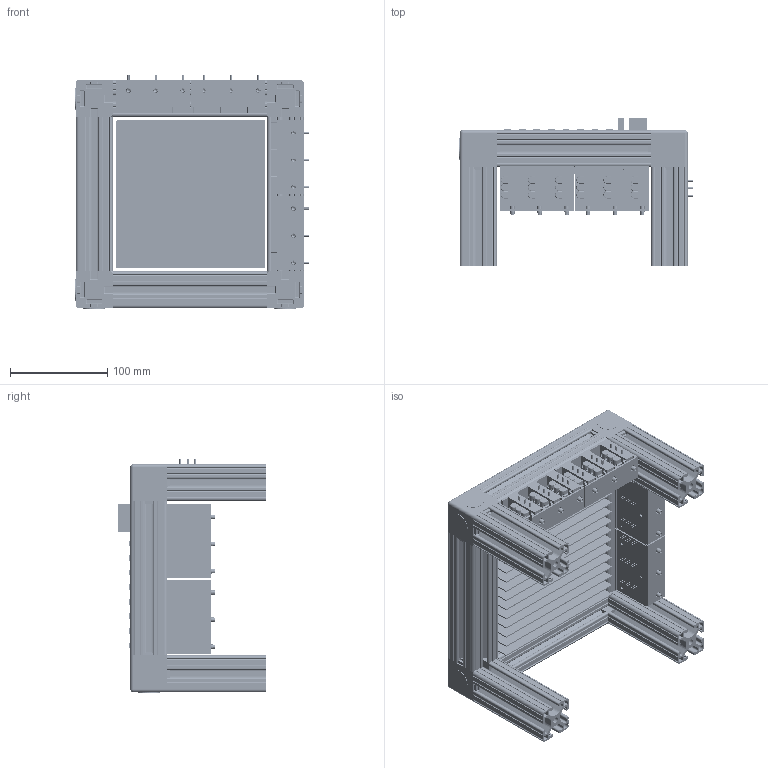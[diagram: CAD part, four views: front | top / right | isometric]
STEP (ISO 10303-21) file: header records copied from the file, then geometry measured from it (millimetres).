
FILE_DESCRIPTION(/* description */ (''),/* implementation_level */ '2;1');
FILE_NAME(/* name */ '4 Y ARENA STAND.stp',/* time_stamp */ '2020-07-20T12:20:23-04:00',/* author */ ('goulett'),/* organization */ (''),/* preprocessor_version */ 'ST-DEVELOPER v17',/* originating_system */ 'Autodesk Inventor 2018',/* authorisation */ '');
FILE_SCHEMA (('AUTOMOTIVE_DESIGN { 1 0 10303 214 3 1 1 }'));
Length unit declared in the file: inch
Products named in the file (14): 4 Y ARENA; BASE 1,5; 3,5in x 1,5in T-SLOTTED FRAMING; 6in x 1,5in T-SLOTTED FRAMING; J007017 LED ASSEMBLY; 6x6 HEATSINK; PCB RGB J007017; PERP VALVE ASSEMBLY; LFMX0527550B 3X; LFMX0527550B 3X MANIFOLD; LHDB0052015B 2 PORT FACE MOUNT VALVE; VALVE HOLDER; PERP VALVE PCB; 47065T245_ALUMINUM T-SLOTTED FRAMING EXTRUSION
Assembly tree (29 placements, depth 4):
  4 Y ARENA
    BASE 1,5
      3,5in x 1,5in T-SLOTTED FRAMING  x4
      6in x 1,5in T-SLOTTED FRAMING  x4
    J007017 LED ASSEMBLY
      6x6 HEATSINK
      PCB RGB J007017
    PERP VALVE ASSEMBLY  x4
      LFMX0527550B 3X
        LFMX0527550B 3X MANIFOLD
        LHDB0052015B 2 PORT FACE MOUNT VALVE  x3
      VALVE HOLDER
      PERP VALVE PCB
    47065T245_ALUMINUM T-SLOTTED FRAMING EXTRUSION  x4
Bounding box: 240.53 x 152.4 x 240.53 mm (x, y, z)
Volume: 1262864.2 mm3; surface area: 953596.6 mm2
Topology: 82 solids, 82 shells, 5549 faces, 14024 edges, 9023 vertices
Faces by surface type: plane 2644, cylinder 2013, bspline 504, torus 192, sphere 136, cone 60
Full cylindrical faces by diameter (mm): 0.635 x144, 2.108 x36, 2.286 x192, 2.438 x24, 3.175 x65, 4.699 x12, 4.775 x24, 6.35 x20, 6.655 x8, 8.5 x12, 15.45 x12, 17.95 x12, 22.5 x12
Entity records: 38691 total; most frequent: CARTESIAN_POINT 7996, DIRECTION 6270, ORIENTED_EDGE 6216, EDGE_CURVE 3108, LINE 2300, VECTOR 2300, VERTEX_POINT 2052, AXIS2_PLACEMENT_3D 1985
